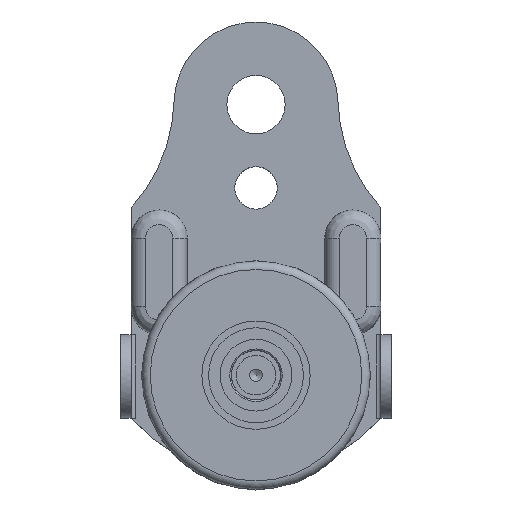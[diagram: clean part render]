
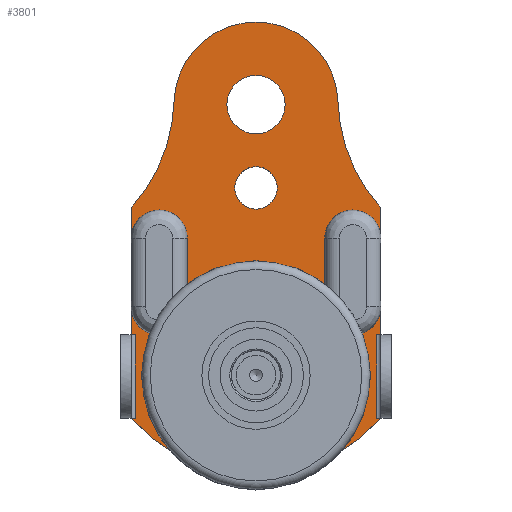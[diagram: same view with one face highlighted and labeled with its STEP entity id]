
A CAD part, top view. The second image highlights one B-rep face of the part: STEP entity #3801.
In plain terms, the highlighted planar face has unit normal (0, 0, 1).
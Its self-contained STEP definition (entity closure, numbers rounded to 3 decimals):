
#53=LINE('',#6211,#213);
#67=LINE('',#6326,#227);
#69=LINE('',#6374,#229);
#70=LINE('',#6377,#230);
#71=LINE('',#6379,#231);
#72=LINE('',#6381,#232);
#73=LINE('',#6383,#233);
#74=LINE('',#6386,#234);
#75=LINE('',#6388,#235);
#76=LINE('',#6389,#236);
#77=LINE('',#6391,#237);
#78=LINE('',#6398,#238);
#213=VECTOR('',#5039,10.);
#227=VECTOR('',#5107,10.);
#229=VECTOR('',#5121,10.);
#230=VECTOR('',#5124,10.);
#231=VECTOR('',#5125,10.);
#232=VECTOR('',#5126,10.);
#233=VECTOR('',#5127,10.);
#234=VECTOR('',#5130,10.);
#235=VECTOR('',#5131,10.);
#236=VECTOR('',#5132,10.);
#237=VECTOR('',#5133,10.);
#238=VECTOR('',#5140,10.);
#412=PLANE('',#4250);
#639=FACE_BOUND('',#1142,.T.);
#640=FACE_BOUND('',#1143,.T.);
#641=FACE_BOUND('',#1144,.T.);
#815=FACE_OUTER_BOUND('',#1141,.T.);
#1141=EDGE_LOOP('',(#2854,#2855,#2856,#2857,#2858,#2859,#2860,#2861,#2862,
#2863,#2864,#2865,#2866,#2867,#2868,#2869,#2870,#2871,#2872,#2873));
#1142=EDGE_LOOP('',(#2874));
#1143=EDGE_LOOP('',(#2875));
#1144=EDGE_LOOP('',(#2876));
#1476=CIRCLE('',#4212,6.75);
#1481=CIRCLE('',#4218,6.75);
#1497=CIRCLE('',#4241,6.75);
#1500=CIRCLE('',#4245,6.75);
#1501=CIRCLE('',#4248,16.);
#1502=CIRCLE('',#4251,39.888);
#1503=CIRCLE('',#4252,40.001);
#1504=CIRCLE('',#4253,19.678);
#1505=CIRCLE('',#4254,40.001);
#1506=CIRCLE('',#4255,7.);
#1507=CIRCLE('',#4256,5.1);
#1737=VERTEX_POINT('',#6200);
#1738=VERTEX_POINT('',#6202);
#1741=VERTEX_POINT('',#6209);
#1743=VERTEX_POINT('',#6229);
#1757=VERTEX_POINT('',#6290);
#1760=VERTEX_POINT('',#6296);
#1762=VERTEX_POINT('',#6316);
#1764=VERTEX_POINT('',#6322);
#1766=VERTEX_POINT('',#6346);
#1767=VERTEX_POINT('',#6349);
#1770=VERTEX_POINT('',#6363);
#1771=VERTEX_POINT('',#6376);
#1772=VERTEX_POINT('',#6378);
#1773=VERTEX_POINT('',#6380);
#1774=VERTEX_POINT('',#6382);
#1775=VERTEX_POINT('',#6384);
#1776=VERTEX_POINT('',#6387);
#1777=VERTEX_POINT('',#6390);
#1778=VERTEX_POINT('',#6392);
#1779=VERTEX_POINT('',#6394);
#1780=VERTEX_POINT('',#6396);
#1781=VERTEX_POINT('',#6399);
#1782=VERTEX_POINT('',#6401);
#2101=EDGE_CURVE('',#1738,#1737,#1476,.T.);
#2105=EDGE_CURVE('',#1737,#1741,#53,.T.);
#2108=EDGE_CURVE('',#1741,#1743,#1481,.T.);
#2137=EDGE_CURVE('',#1762,#1757,#1497,.T.);
#2140=EDGE_CURVE('',#1764,#1762,#67,.T.);
#2142=EDGE_CURVE('',#1760,#1764,#1500,.T.);
#2143=EDGE_CURVE('',#1766,#1766,#1501,.T.);
#2147=EDGE_CURVE('',#1770,#1767,#69,.T.);
#2148=EDGE_CURVE('',#1771,#1743,#70,.T.);
#2149=EDGE_CURVE('',#1771,#1772,#71,.T.);
#2150=EDGE_CURVE('',#1773,#1772,#72,.T.);
#2151=EDGE_CURVE('',#1773,#1774,#73,.T.);
#2152=EDGE_CURVE('',#1775,#1774,#1502,.T.);
#2153=EDGE_CURVE('',#1775,#1767,#74,.T.);
#2154=EDGE_CURVE('',#1770,#1776,#75,.T.);
#2155=EDGE_CURVE('',#1760,#1776,#76,.T.);
#2156=EDGE_CURVE('',#1777,#1757,#77,.T.);
#2157=EDGE_CURVE('',#1778,#1777,#1503,.T.);
#2158=EDGE_CURVE('',#1779,#1778,#1504,.T.);
#2159=EDGE_CURVE('',#1780,#1779,#1505,.T.);
#2160=EDGE_CURVE('',#1738,#1780,#78,.T.);
#2161=EDGE_CURVE('',#1781,#1781,#1506,.T.);
#2162=EDGE_CURVE('',#1782,#1782,#1507,.T.);
#2854=ORIENTED_EDGE('',*,*,#2108,.T.);
#2855=ORIENTED_EDGE('',*,*,#2148,.F.);
#2856=ORIENTED_EDGE('',*,*,#2149,.T.);
#2857=ORIENTED_EDGE('',*,*,#2150,.F.);
#2858=ORIENTED_EDGE('',*,*,#2151,.T.);
#2859=ORIENTED_EDGE('',*,*,#2152,.F.);
#2860=ORIENTED_EDGE('',*,*,#2153,.T.);
#2861=ORIENTED_EDGE('',*,*,#2147,.F.);
#2862=ORIENTED_EDGE('',*,*,#2154,.T.);
#2863=ORIENTED_EDGE('',*,*,#2155,.F.);
#2864=ORIENTED_EDGE('',*,*,#2142,.T.);
#2865=ORIENTED_EDGE('',*,*,#2140,.T.);
#2866=ORIENTED_EDGE('',*,*,#2137,.T.);
#2867=ORIENTED_EDGE('',*,*,#2156,.F.);
#2868=ORIENTED_EDGE('',*,*,#2157,.F.);
#2869=ORIENTED_EDGE('',*,*,#2158,.F.);
#2870=ORIENTED_EDGE('',*,*,#2159,.F.);
#2871=ORIENTED_EDGE('',*,*,#2160,.F.);
#2872=ORIENTED_EDGE('',*,*,#2101,.T.);
#2873=ORIENTED_EDGE('',*,*,#2105,.T.);
#2874=ORIENTED_EDGE('',*,*,#2143,.T.);
#2875=ORIENTED_EDGE('',*,*,#2161,.T.);
#2876=ORIENTED_EDGE('',*,*,#2162,.T.);
#3801=ADVANCED_FACE('',(#815,#639,#640,#641),#412,.T.);
#4212=AXIS2_PLACEMENT_3D('',#6203,#5029,#5030);
#4218=AXIS2_PLACEMENT_3D('',#6231,#5043,#5044);
#4241=AXIS2_PLACEMENT_3D('',#6320,#5100,#5101);
#4245=AXIS2_PLACEMENT_3D('',#6343,#5110,#5111);
#4248=AXIS2_PLACEMENT_3D('',#6347,#5116,#5117);
#4250=AXIS2_PLACEMENT_3D('',#6375,#5122,#5123);
#4251=AXIS2_PLACEMENT_3D('',#6385,#5128,#5129);
#4252=AXIS2_PLACEMENT_3D('',#6393,#5134,#5135);
#4253=AXIS2_PLACEMENT_3D('',#6395,#5136,#5137);
#4254=AXIS2_PLACEMENT_3D('',#6397,#5138,#5139);
#4255=AXIS2_PLACEMENT_3D('',#6400,#5141,#5142);
#4256=AXIS2_PLACEMENT_3D('',#6402,#5143,#5144);
#5029=DIRECTION('center_axis',(0.,0.,
-1.));
#5030=DIRECTION('ref_axis',(-1.,0.,0.));
#5039=DIRECTION('',(0.,-1.,0.));
#5043=DIRECTION('center_axis',(0.,0.,
-1.));
#5044=DIRECTION('ref_axis',(1.,0.,0.));
#5100=DIRECTION('center_axis',(0.,0.,
-1.));
#5101=DIRECTION('ref_axis',(1.,0.,0.));
#5107=DIRECTION('',(0.,1.,0.));
#5110=DIRECTION('center_axis',(0.,0.,
-1.));
#5111=DIRECTION('ref_axis',(-1.,0.,0.));
#5116=DIRECTION('center_axis',(0.,0.,
-1.));
#5117=DIRECTION('ref_axis',(1.,0.,0.));
#5121=DIRECTION('',(0.,-1.,0.));
#5122=DIRECTION('center_axis',(0.,0.,
1.));
#5123=DIRECTION('ref_axis',(-1.,0.,0.));
#5124=DIRECTION('',(0.,1.,0.));
#5125=DIRECTION('',(1.,0.,0.));
#5126=DIRECTION('',(0.,1.,0.));
#5127=DIRECTION('',(-1.,0.,0.));
#5128=DIRECTION('center_axis',(0.,0.,
-1.));
#5129=DIRECTION('ref_axis',(-0.752,-0.659,0.));
#5130=DIRECTION('',(-1.,0.,0.));
#5131=DIRECTION('',(1.,0.,0.));
#5132=DIRECTION('',(0.,-1.,0.));
#5133=DIRECTION('',(0.,-1.,0.));
#5134=DIRECTION('center_axis',(0.,0.,
1.));
#5135=DIRECTION('ref_axis',(1.,0.031,0.));
#5136=DIRECTION('center_axis',(0.,0.,
-1.));
#5137=DIRECTION('ref_axis',(1.,0.031,0.));
#5138=DIRECTION('center_axis',(0.,0.,
1.));
#5139=DIRECTION('ref_axis',(-0.741,0.671,0.));
#5140=DIRECTION('',(0.,1.,0.));
#5141=DIRECTION('center_axis',(0.,0.,
-1.));
#5142=DIRECTION('ref_axis',(1.,0.,0.));
#5143=DIRECTION('center_axis',(0.,0.,
-1.));
#5144=DIRECTION('ref_axis',(1.,0.,0.));
#6200=CARTESIAN_POINT('',(-15.366,38.871,11.758));
#6202=CARTESIAN_POINT('',(-28.866,38.871,11.758));
#6203=CARTESIAN_POINT('Origin',(-22.116,38.871,11.758));
#6209=CARTESIAN_POINT('',(-15.366,22.371,11.758));
#6211=CARTESIAN_POINT('',(-15.366,28.554,11.758));
#6229=CARTESIAN_POINT('',(-28.866,22.371,11.758));
#6231=CARTESIAN_POINT('Origin',(-22.116,22.371,11.758));
#6290=CARTESIAN_POINT('',(31.134,38.871,11.758));
#6296=CARTESIAN_POINT('',(31.134,22.371,11.758));
#6316=CARTESIAN_POINT('',(17.634,38.871,11.758));
#6320=CARTESIAN_POINT('Origin',(24.384,38.871,11.758));
#6322=CARTESIAN_POINT('',(17.634,22.371,11.758));
#6326=CARTESIAN_POINT('',(17.634,28.554,11.758));
#6343=CARTESIAN_POINT('Origin',(24.384,22.371,11.758));
#6346=CARTESIAN_POINT('',(-14.866,5.909,11.758));
#6347=CARTESIAN_POINT('Origin',(1.134,5.909,11.758));
#6349=CARTESIAN_POINT('',(30.134,-4.379,11.758));
#6363=CARTESIAN_POINT('',(30.134,15.621,11.758));
#6374=CARTESIAN_POINT('',(30.134,20.179,11.758));
#6375=CARTESIAN_POINT('Origin',(-11.114,34.736,11.758));
#6376=CARTESIAN_POINT('',(-28.866,15.621,11.758));
#6377=CARTESIAN_POINT('',(-28.866,46.081,11.758));
#6378=CARTESIAN_POINT('',(-27.866,15.621,11.758));
#6379=CARTESIAN_POINT('',(-28.866,15.621,11.758));
#6380=CARTESIAN_POINT('',(-27.866,-4.379,11.758));
#6381=CARTESIAN_POINT('',(-27.866,20.179,11.758));
#6382=CARTESIAN_POINT('',(-28.866,-4.379,11.758));
#6383=CARTESIAN_POINT('',(-28.866,-4.379,11.758));
#6384=CARTESIAN_POINT('',(31.134,-4.379,11.758));
#6385=CARTESIAN_POINT('Origin',(1.134,21.909,11.758));
#6386=CARTESIAN_POINT('',(31.134,-4.379,11.758));
#6387=CARTESIAN_POINT('',(31.134,15.621,11.758));
#6388=CARTESIAN_POINT('',(31.134,15.621,11.758));
#6389=CARTESIAN_POINT('',(31.134,-4.379,11.758));
#6390=CARTESIAN_POINT('',(31.134,46.081,11.758));
#6391=CARTESIAN_POINT('',(31.134,-4.379,11.758));
#6392=CARTESIAN_POINT('',(20.803,71.691,11.758));
#6393=CARTESIAN_POINT('Origin',(60.784,72.931,11.758));
#6394=CARTESIAN_POINT('',(-18.535,71.691,11.758));
#6395=CARTESIAN_POINT('Origin',(1.134,71.081,11.758));
#6396=CARTESIAN_POINT('',(-28.866,46.081,11.758));
#6397=CARTESIAN_POINT('Origin',(-58.516,72.931,11.758));
#6398=CARTESIAN_POINT('',(-28.866,46.081,11.758));
#6399=CARTESIAN_POINT('',(-5.866,70.909,11.758));
#6400=CARTESIAN_POINT('Origin',(1.134,70.909,11.758));
#6401=CARTESIAN_POINT('',(-3.966,50.909,11.758));
#6402=CARTESIAN_POINT('Origin',(1.134,50.909,11.758));
